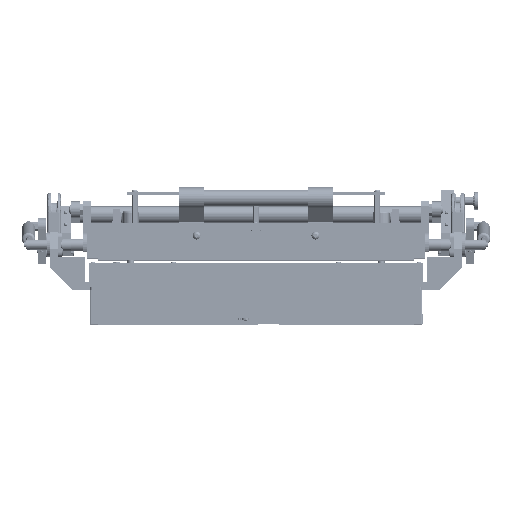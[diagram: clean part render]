
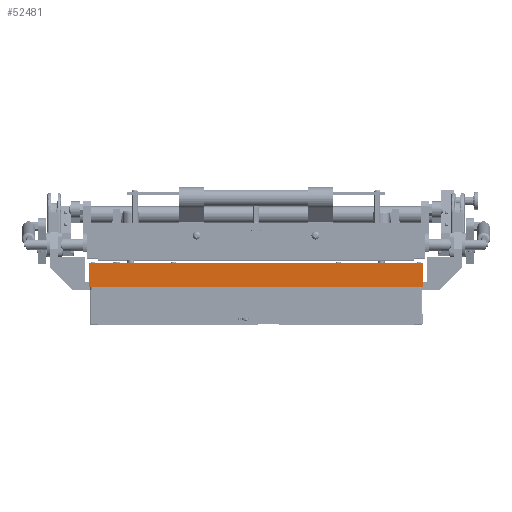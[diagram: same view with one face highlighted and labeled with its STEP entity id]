
A CAD part, top view. The second image highlights one B-rep face of the part: STEP entity #52481.
In plain terms, the highlighted planar face has unit normal (0, 0, 1).
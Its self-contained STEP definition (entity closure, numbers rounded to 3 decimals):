
#8916 = ORIENTED_EDGE ( 'NONE', *, *, #226160, .F. ) ;
#21402 = PLANE ( 'NONE',  #28747 ) ;
#23746 = CARTESIAN_POINT ( 'NONE',  ( -1.5, -6.5, 458.7 ) ) ;
#28747 = AXIS2_PLACEMENT_3D ( 'NONE', #114021, #168561, #129076 ) ;
#36520 = DIRECTION ( 'NONE',  ( 0., -1., 0. ) ) ;
#41541 = VERTEX_POINT ( 'NONE', #180492 ) ;
#50667 = CARTESIAN_POINT ( 'NONE',  ( -1.5, 22.5, 458.7 ) ) ;
#52481 = ADVANCED_FACE ( 'Defeature ausgef�hrt64_7', ( #206170 ), #21402, .F. ) ;
#55935 = CARTESIAN_POINT ( 'NONE',  ( 404.3, 22.5, 458.7 ) ) ;
#59081 = EDGE_LOOP ( 'NONE', ( #217435, #144023, #8916, #86004 ) ) ;
#74425 = VECTOR ( 'NONE', #219736, 1000. ) ;
#80131 = LINE ( 'NONE', #55935, #74425 ) ;
#83231 = CARTESIAN_POINT ( 'NONE',  ( -1.5, 22.5, 458.7 ) ) ;
#86004 = ORIENTED_EDGE ( 'NONE', *, *, #138988, .T. ) ;
#94237 = LINE ( 'NONE', #23746, #96961 ) ;
#95768 = LINE ( 'NONE', #83231, #197444 ) ;
#96961 = VECTOR ( 'NONE', #111717, 1000. ) ;
#111717 = DIRECTION ( 'NONE',  ( 1., 0., 0. ) ) ;
#114021 = CARTESIAN_POINT ( 'NONE',  ( -1.5, 22.5, 458.7 ) ) ;
#124338 = CARTESIAN_POINT ( 'NONE',  ( -1.5, 22.5, 458.7 ) ) ;
#128167 = LINE ( 'NONE', #50667, #201777 ) ;
#129076 = DIRECTION ( 'NONE',  ( -1., 0., 0. ) ) ;
#138988 = EDGE_CURVE ( 'Defeature ausgef�hrt64_7+Defeature ausgef�hrt64_6+Defeature ausgef�hrt64_3+Defeature ausgef�hrt64_0', #185403, #161280, #95768, .T. ) ;
#144023 = ORIENTED_EDGE ( 'NONE', *, *, #166435, .F. ) ;
#151201 = EDGE_CURVE ( 'Defeature ausgef�hrt64_7+Defeature ausgef�hrt64_0+Defeature ausgef�hrt64_6+Defeature ausgef�hrt64_5', #161280, #41541, #94237, .T. ) ;
#161280 = VERTEX_POINT ( 'NONE', #163648 ) ;
#163648 = CARTESIAN_POINT ( 'NONE',  ( -1.5, -6.5, 458.7 ) ) ;
#166435 = EDGE_CURVE ( 'Defeature ausgef�hrt64_5+Defeature ausgef�hrt64_7+Defeature ausgef�hrt64_3+Defeature ausgef�hrt64_0', #203176, #41541, #80131, .T. ) ;
#168561 = DIRECTION ( 'NONE',  ( 0., 0., -1. ) ) ;
#176359 = DIRECTION ( 'NONE',  ( 1., 0., 0. ) ) ;
#180492 = CARTESIAN_POINT ( 'NONE',  ( 404.3, -6.5, 458.7 ) ) ;
#185403 = VERTEX_POINT ( 'NONE', #124338 ) ;
#197444 = VECTOR ( 'NONE', #36520, 1000. ) ;
#201777 = VECTOR ( 'NONE', #176359, 1000. ) ;
#203176 = VERTEX_POINT ( 'NONE', #225054 ) ;
#206170 = FACE_OUTER_BOUND ( 'NONE', #59081, .T. ) ;
#217435 = ORIENTED_EDGE ( 'NONE', *, *, #151201, .T. ) ;
#219736 = DIRECTION ( 'NONE',  ( 0., -1., 0. ) ) ;
#225054 = CARTESIAN_POINT ( 'NONE',  ( 404.3, 22.5, 458.7 ) ) ;
#226160 = EDGE_CURVE ( 'Defeature ausgef�hrt64_3+Defeature ausgef�hrt64_7+Defeature ausgef�hrt64_6+Defeature ausgef�hrt64_5', #185403, #203176, #128167, .T. ) ;
